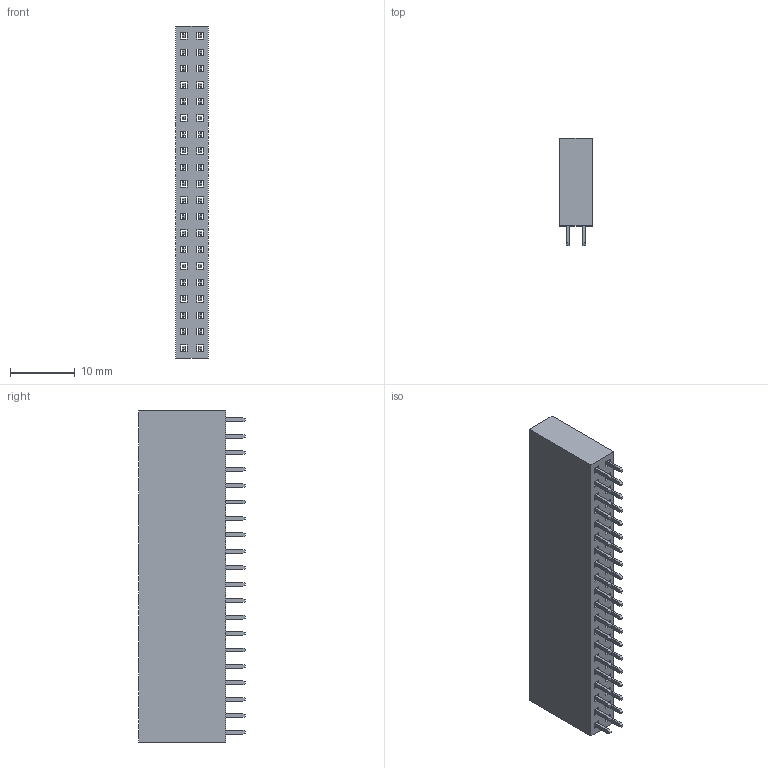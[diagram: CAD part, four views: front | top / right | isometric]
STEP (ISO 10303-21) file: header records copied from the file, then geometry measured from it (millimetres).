
FILE_DESCRIPTION (( 'STEP AP214' ), '1' );
FILE_NAME ('DS1023-35.STEP', '2023-05-26T08:53:33', ( '' ), ( '' ), 'SwSTEP 2.0', 'SolidWorks 2018', '' );
FILE_SCHEMA (( 'AUTOMOTIVE_DESIGN' ));
Length unit declared in the file: millimetre
Products named in the file (1): DS1023-35
Bounding box: 5 x 16.5 x 51.3 mm (x, y, z)
Volume: 2943.1 mm3; surface area: 4493.3 mm2
Topology: 41 solids, 41 shells, 646 faces, 1532 edges, 968 vertices
Faces by surface type: plane 646
Entity records: 22070 total; most frequent: CARTESIAN_POINT 3147, ORIENTED_EDGE 3064, DIRECTION 2826, VECTOR 1532, LINE 1532, EDGE_CURVE 1532, VERTEX_POINT 968, EDGE_LOOP 726
